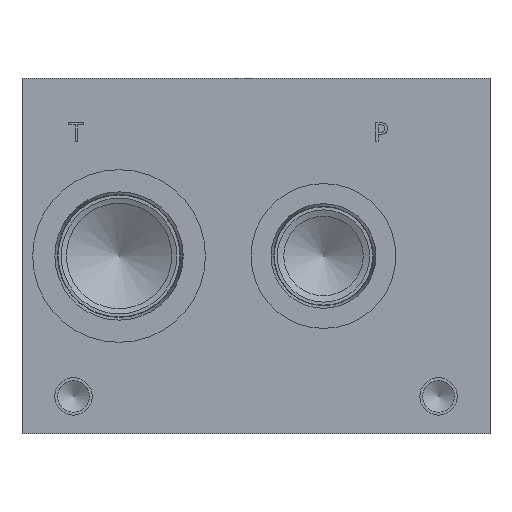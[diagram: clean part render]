
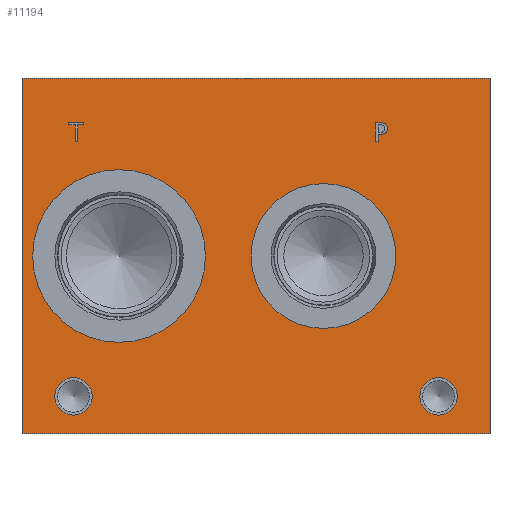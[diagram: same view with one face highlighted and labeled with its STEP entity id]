
A CAD part, left-side view. The second image highlights one B-rep face of the part: STEP entity #11194.
In plain terms, the highlighted planar face has unit normal (-1, 0, 0).
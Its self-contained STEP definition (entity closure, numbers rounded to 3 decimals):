
#151=CIRCLE('',#11669,29.286);
#152=CIRCLE('',#11670,29.286);
#153=CIRCLE('',#11671,24.562);
#154=CIRCLE('',#11672,24.562);
#155=CIRCLE('',#11673,6.35);
#156=CIRCLE('',#11674,6.35);
#157=CIRCLE('',#11675,6.35);
#158=CIRCLE('',#11676,6.35);
#446=FACE_BOUND('',#1981,.T.);
#447=FACE_BOUND('',#1982,.T.);
#448=FACE_BOUND('',#1983,.T.);
#449=FACE_BOUND('',#1984,.T.);
#450=FACE_BOUND('',#1985,.T.);
#451=FACE_BOUND('',#1986,.T.);
#772=B_SPLINE_CURVE_WITH_KNOTS('',2,(#18667,#18668,#18669,#18670),
 .UNSPECIFIED.,.F.,.F.,(3,1,3),(0.,1.,2.),.UNSPECIFIED.);
#774=B_SPLINE_CURVE_WITH_KNOTS('',2,(#18688,#18689,#18690,#18691),
 .UNSPECIFIED.,.F.,.F.,(3,1,3),(0.,1.,2.),.UNSPECIFIED.);
#776=B_SPLINE_CURVE_WITH_KNOTS('',2,(#18737,#18738,#18739,#18740),
 .UNSPECIFIED.,.F.,.F.,(3,1,3),(0.,1.,2.),.UNSPECIFIED.);
#778=B_SPLINE_CURVE_WITH_KNOTS('',2,(#18755,#18756,#18757,#18758),
 .UNSPECIFIED.,.F.,.F.,(3,1,3),(0.,1.,2.),.UNSPECIFIED.);
#1345=FACE_OUTER_BOUND('',#1980,.T.);
#1980=EDGE_LOOP('',(#9178,#9179,#9180,#9181));
#1981=EDGE_LOOP('',(#9182,#9183));
#1982=EDGE_LOOP('',(#9184,#9185));
#1983=EDGE_LOOP('',(#9186,#9187));
#1984=EDGE_LOOP('',(#9188,#9189));
#1985=EDGE_LOOP('',(#9190,#9191,#9192,#9193,#9194,#9195,#9196,#9197));
#1986=EDGE_LOOP('',(#9198,#9199,#9200,#9201,#9202,#9203,#9204,#9205,#9206));
#2492=LINE('',#16919,#3514);
#3049=LINE('',#18700,#4071);
#3052=LINE('',#18706,#4074);
#3055=LINE('',#18712,#4077);
#3058=LINE('',#18718,#4080);
#3061=LINE('',#18724,#4083);
#3065=LINE('',#18766,#4087);
#3066=LINE('',#18768,#4088);
#3067=LINE('',#18769,#4089);
#3068=LINE('',#18788,#4090);
#3069=LINE('',#18790,#4091);
#3070=LINE('',#18792,#4092);
#3071=LINE('',#18794,#4093);
#3072=LINE('',#18796,#4094);
#3073=LINE('',#18798,#4095);
#3074=LINE('',#18800,#4096);
#3075=LINE('',#18801,#4097);
#3514=VECTOR('',#12533,10.);
#4071=VECTOR('',#13516,10.);
#4074=VECTOR('',#13521,10.);
#4077=VECTOR('',#13526,10.);
#4080=VECTOR('',#13531,10.);
#4083=VECTOR('',#13536,10.);
#4087=VECTOR('',#13544,10.);
#4088=VECTOR('',#13545,10.);
#4089=VECTOR('',#13546,10.);
#4090=VECTOR('',#13563,10.);
#4091=VECTOR('',#13564,10.);
#4092=VECTOR('',#13565,10.);
#4093=VECTOR('',#13566,10.);
#4094=VECTOR('',#13567,10.);
#4095=VECTOR('',#13568,10.);
#4096=VECTOR('',#13569,10.);
#4097=VECTOR('',#13570,10.);
#4575=VERTEX_POINT('',#16912);
#4578=VERTEX_POINT('',#16917);
#5007=VERTEX_POINT('',#18665);
#5008=VERTEX_POINT('',#18666);
#5011=VERTEX_POINT('',#18687);
#5013=VERTEX_POINT('',#18699);
#5015=VERTEX_POINT('',#18705);
#5017=VERTEX_POINT('',#18711);
#5019=VERTEX_POINT('',#18717);
#5021=VERTEX_POINT('',#18723);
#5023=VERTEX_POINT('',#18736);
#5025=VERTEX_POINT('',#18765);
#5026=VERTEX_POINT('',#18767);
#5027=VERTEX_POINT('',#18770);
#5028=VERTEX_POINT('',#18771);
#5029=VERTEX_POINT('',#18774);
#5030=VERTEX_POINT('',#18775);
#5031=VERTEX_POINT('',#18778);
#5032=VERTEX_POINT('',#18779);
#5033=VERTEX_POINT('',#18782);
#5034=VERTEX_POINT('',#18783);
#5035=VERTEX_POINT('',#18786);
#5036=VERTEX_POINT('',#18787);
#5037=VERTEX_POINT('',#18789);
#5038=VERTEX_POINT('',#18791);
#5039=VERTEX_POINT('',#18793);
#5040=VERTEX_POINT('',#18795);
#5041=VERTEX_POINT('',#18797);
#5042=VERTEX_POINT('',#18799);
#5824=EDGE_CURVE('',#4575,#4578,#2492,.T.);
#6460=EDGE_CURVE('',#5007,#5008,#772,.T.);
#6464=EDGE_CURVE('',#5011,#5007,#774,.T.);
#6467=EDGE_CURVE('',#5013,#5011,#3049,.T.);
#6470=EDGE_CURVE('',#5015,#5013,#3052,.T.);
#6473=EDGE_CURVE('',#5017,#5015,#3055,.T.);
#6476=EDGE_CURVE('',#5019,#5017,#3058,.T.);
#6479=EDGE_CURVE('',#5021,#5019,#3061,.T.);
#6482=EDGE_CURVE('',#5023,#5021,#776,.T.);
#6485=EDGE_CURVE('',#5008,#5023,#778,.T.);
#6487=EDGE_CURVE('',#5025,#4575,#3065,.T.);
#6488=EDGE_CURVE('',#5026,#4578,#3066,.T.);
#6489=EDGE_CURVE('',#5025,#5026,#3067,.T.);
#6490=EDGE_CURVE('',#5027,#5028,#151,.T.);
#6491=EDGE_CURVE('',#5028,#5027,#152,.T.);
#6492=EDGE_CURVE('',#5029,#5030,#153,.T.);
#6493=EDGE_CURVE('',#5030,#5029,#154,.T.);
#6494=EDGE_CURVE('',#5031,#5032,#155,.T.);
#6495=EDGE_CURVE('',#5032,#5031,#156,.T.);
#6496=EDGE_CURVE('',#5033,#5034,#157,.T.);
#6497=EDGE_CURVE('',#5034,#5033,#158,.T.);
#6498=EDGE_CURVE('',#5035,#5036,#3068,.T.);
#6499=EDGE_CURVE('',#5036,#5037,#3069,.T.);
#6500=EDGE_CURVE('',#5037,#5038,#3070,.T.);
#6501=EDGE_CURVE('',#5038,#5039,#3071,.T.);
#6502=EDGE_CURVE('',#5039,#5040,#3072,.T.);
#6503=EDGE_CURVE('',#5040,#5041,#3073,.T.);
#6504=EDGE_CURVE('',#5041,#5042,#3074,.T.);
#6505=EDGE_CURVE('',#5042,#5035,#3075,.T.);
#9178=ORIENTED_EDGE('',*,*,#6487,.T.);
#9179=ORIENTED_EDGE('',*,*,#5824,.T.);
#9180=ORIENTED_EDGE('',*,*,#6488,.F.);
#9181=ORIENTED_EDGE('',*,*,#6489,.F.);
#9182=ORIENTED_EDGE('',*,*,#6490,.T.);
#9183=ORIENTED_EDGE('',*,*,#6491,.T.);
#9184=ORIENTED_EDGE('',*,*,#6492,.T.);
#9185=ORIENTED_EDGE('',*,*,#6493,.T.);
#9186=ORIENTED_EDGE('',*,*,#6494,.T.);
#9187=ORIENTED_EDGE('',*,*,#6495,.T.);
#9188=ORIENTED_EDGE('',*,*,#6496,.T.);
#9189=ORIENTED_EDGE('',*,*,#6497,.T.);
#9190=ORIENTED_EDGE('',*,*,#6498,.T.);
#9191=ORIENTED_EDGE('',*,*,#6499,.T.);
#9192=ORIENTED_EDGE('',*,*,#6500,.T.);
#9193=ORIENTED_EDGE('',*,*,#6501,.T.);
#9194=ORIENTED_EDGE('',*,*,#6502,.T.);
#9195=ORIENTED_EDGE('',*,*,#6503,.T.);
#9196=ORIENTED_EDGE('',*,*,#6504,.T.);
#9197=ORIENTED_EDGE('',*,*,#6505,.T.);
#9198=ORIENTED_EDGE('',*,*,#6460,.T.);
#9199=ORIENTED_EDGE('',*,*,#6485,.T.);
#9200=ORIENTED_EDGE('',*,*,#6482,.T.);
#9201=ORIENTED_EDGE('',*,*,#6479,.T.);
#9202=ORIENTED_EDGE('',*,*,#6476,.T.);
#9203=ORIENTED_EDGE('',*,*,#6473,.T.);
#9204=ORIENTED_EDGE('',*,*,#6470,.T.);
#9205=ORIENTED_EDGE('',*,*,#6467,.T.);
#9206=ORIENTED_EDGE('',*,*,#6464,.T.);
#10309=PLANE('',#11668);
#11194=ADVANCED_FACE('',(#1345,#446,#447,#448,#449,#450,#451),#10309,.T.);
#11668=AXIS2_PLACEMENT_3D('',#18764,#13542,#13543);
#11669=AXIS2_PLACEMENT_3D('',#18772,#13547,#13548);
#11670=AXIS2_PLACEMENT_3D('',#18773,#13549,#13550);
#11671=AXIS2_PLACEMENT_3D('',#18776,#13551,#13552);
#11672=AXIS2_PLACEMENT_3D('',#18777,#13553,#13554);
#11673=AXIS2_PLACEMENT_3D('',#18780,#13555,#13556);
#11674=AXIS2_PLACEMENT_3D('',#18781,#13557,#13558);
#11675=AXIS2_PLACEMENT_3D('',#18784,#13559,#13560);
#11676=AXIS2_PLACEMENT_3D('',#18785,#13561,#13562);
#12533=DIRECTION('',(0.,0.,1.));
#13516=DIRECTION('',(0.,-1.,0.));
#13521=DIRECTION('',(0.,0.,1.));
#13526=DIRECTION('',(0.,1.,0.));
#13531=DIRECTION('',(0.,0.,-1.));
#13536=DIRECTION('',(0.,1.,0.));
#13542=DIRECTION('center_axis',(-1.,0.,0.));
#13543=DIRECTION('ref_axis',(0.,-1.,0.));
#13544=DIRECTION('',(0.,-1.,0.));
#13545=DIRECTION('',(0.,-1.,0.));
#13546=DIRECTION('',(0.,0.,1.));
#13547=DIRECTION('center_axis',(1.,0.,0.));
#13548=DIRECTION('ref_axis',(0.,0.,1.));
#13549=DIRECTION('center_axis',(1.,0.,0.));
#13550=DIRECTION('ref_axis',(0.,0.,1.));
#13551=DIRECTION('center_axis',(1.,0.,0.));
#13552=DIRECTION('ref_axis',(0.,0.,1.));
#13553=DIRECTION('center_axis',(1.,0.,0.));
#13554=DIRECTION('ref_axis',(0.,0.,1.));
#13555=DIRECTION('center_axis',(1.,0.,0.));
#13556=DIRECTION('ref_axis',(0.,1.,0.));
#13557=DIRECTION('center_axis',(1.,0.,0.));
#13558=DIRECTION('ref_axis',(0.,1.,0.));
#13559=DIRECTION('center_axis',(1.,0.,0.));
#13560=DIRECTION('ref_axis',(0.,1.,0.));
#13561=DIRECTION('center_axis',(1.,0.,0.));
#13562=DIRECTION('ref_axis',(0.,1.,0.));
#13563=DIRECTION('',(0.,1.,0.));
#13564=DIRECTION('',(0.,0.,1.));
#13565=DIRECTION('',(0.,1.,0.));
#13566=DIRECTION('',(0.,0.,1.));
#13567=DIRECTION('',(0.,-1.,0.));
#13568=DIRECTION('',(0.,0.,-1.));
#13569=DIRECTION('',(0.,1.,0.));
#13570=DIRECTION('',(0.,0.,-1.));
#16912=CARTESIAN_POINT('',(0.,0.,0.));
#16917=CARTESIAN_POINT('',(0.,0.,120.65));
#16919=CARTESIAN_POINT('',(0.,0.,0.));
#18665=CARTESIAN_POINT('',(0.,35.571,105.141));
#18666=CARTESIAN_POINT('',(0.,34.815,103.623));
#18667=CARTESIAN_POINT('Ctrl Pts',(0.,35.571,105.141));
#18668=CARTESIAN_POINT('Ctrl Pts',(0.,35.216,104.899));
#18669=CARTESIAN_POINT('Ctrl Pts',(0.,34.815,104.153));
#18670=CARTESIAN_POINT('Ctrl Pts',(0.,34.815,103.623));
#18687=CARTESIAN_POINT('',(0.,37.233,105.537));
#18688=CARTESIAN_POINT('Ctrl Pts',(0.,37.233,105.537));
#18689=CARTESIAN_POINT('Ctrl Pts',(0.,36.667,105.537));
#18690=CARTESIAN_POINT('Ctrl Pts',(0.,35.875,105.352));
#18691=CARTESIAN_POINT('Ctrl Pts',(0.,35.571,105.141));
#18699=CARTESIAN_POINT('',(0.,38.828,105.537));
#18700=CARTESIAN_POINT('',(0.,98.789,105.537));
#18705=CARTESIAN_POINT('',(0.,38.828,99.187));
#18706=CARTESIAN_POINT('',(0.,38.828,49.593));
#18711=CARTESIAN_POINT('',(0.,37.984,99.187));
#18712=CARTESIAN_POINT('',(0.,98.367,99.187));
#18717=CARTESIAN_POINT('',(0.,37.984,101.554));
#18718=CARTESIAN_POINT('',(0.,37.984,50.777));
#18723=CARTESIAN_POINT('',(0.,37.269,101.554));
#18724=CARTESIAN_POINT('',(0.,98.01,101.554));
#18736=CARTESIAN_POINT('',(0.,35.37,102.213));
#18737=CARTESIAN_POINT('Ctrl Pts',(0.,35.37,102.213));
#18738=CARTESIAN_POINT('Ctrl Pts',(0.,35.7,101.889));
#18739=CARTESIAN_POINT('Ctrl Pts',(0.,36.59,101.554));
#18740=CARTESIAN_POINT('Ctrl Pts',(0.,37.269,101.554));
#18755=CARTESIAN_POINT('Ctrl Pts',(0.,34.815,103.623));
#18756=CARTESIAN_POINT('Ctrl Pts',(0.,34.815,103.211));
#18757=CARTESIAN_POINT('Ctrl Pts',(0.,35.108,102.47));
#18758=CARTESIAN_POINT('Ctrl Pts',(0.,35.37,102.213));
#18764=CARTESIAN_POINT('Origin',(0.,158.75,0.));
#18765=CARTESIAN_POINT('',(0.,158.75,0.));
#18766=CARTESIAN_POINT('',(0.,158.75,0.));
#18767=CARTESIAN_POINT('',(0.,158.75,120.65));
#18768=CARTESIAN_POINT('',(0.,158.75,120.65));
#18769=CARTESIAN_POINT('',(0.,158.75,0.));
#18770=CARTESIAN_POINT('',(0.,125.832,89.611));
#18771=CARTESIAN_POINT('',(0.,125.832,31.039));
#18772=CARTESIAN_POINT('Origin',(0.,125.832,60.325));
#18773=CARTESIAN_POINT('Origin',(0.,125.832,60.325));
#18774=CARTESIAN_POINT('',(0.,56.49,84.887));
#18775=CARTESIAN_POINT('',(0.,56.49,35.763));
#18776=CARTESIAN_POINT('Origin',(0.,56.49,60.325));
#18777=CARTESIAN_POINT('Origin',(0.,56.49,60.325));
#18778=CARTESIAN_POINT('',(0.,147.625,12.7));
#18779=CARTESIAN_POINT('',(0.,134.925,12.7));
#18780=CARTESIAN_POINT('Origin',(0.,141.275,12.7));
#18781=CARTESIAN_POINT('Origin',(0.,141.275,12.7));
#18782=CARTESIAN_POINT('',(0.,23.8,12.7));
#18783=CARTESIAN_POINT('',(0.,11.1,12.7));
#18784=CARTESIAN_POINT('Origin',(0.,17.45,12.7));
#18785=CARTESIAN_POINT('Origin',(0.,17.45,12.7));
#18786=CARTESIAN_POINT('',(0.,139.88,99.187));
#18787=CARTESIAN_POINT('',(0.,140.724,99.187));
#18788=CARTESIAN_POINT('',(0.,149.315,99.187));
#18789=CARTESIAN_POINT('',(0.,140.724,104.786));
#18790=CARTESIAN_POINT('',(0.,140.724,49.594));
#18791=CARTESIAN_POINT('',(0.,142.855,104.786));
#18792=CARTESIAN_POINT('',(0.,149.737,104.786));
#18793=CARTESIAN_POINT('',(0.,142.855,105.537));
#18794=CARTESIAN_POINT('',(0.,142.855,52.393));
#18795=CARTESIAN_POINT('',(0.,137.75,105.537));
#18796=CARTESIAN_POINT('',(0.,150.802,105.537));
#18797=CARTESIAN_POINT('',(0.,137.75,104.786));
#18798=CARTESIAN_POINT('',(0.,137.75,52.768));
#18799=CARTESIAN_POINT('',(0.,139.88,104.786));
#18800=CARTESIAN_POINT('',(0.,148.25,104.786));
#18801=CARTESIAN_POINT('',(0.,139.88,52.393));
